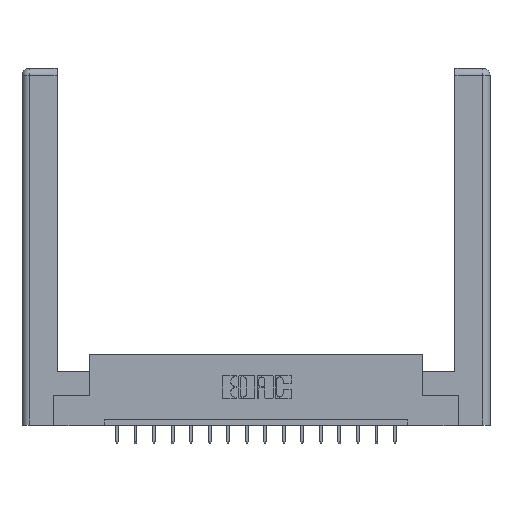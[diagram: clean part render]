
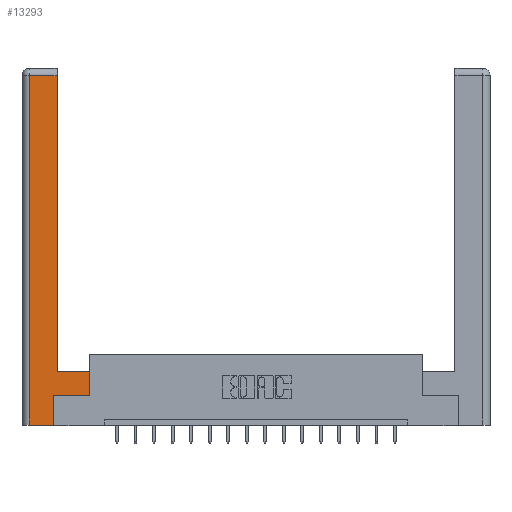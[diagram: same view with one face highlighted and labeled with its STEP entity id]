
A CAD part, top view. The second image highlights one B-rep face of the part: STEP entity #13293.
In plain terms, the highlighted planar face has unit normal (0, 0, 1).
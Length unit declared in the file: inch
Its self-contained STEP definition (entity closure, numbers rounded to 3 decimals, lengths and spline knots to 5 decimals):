
#100 = CARTESIAN_POINT ( 'NONE',  ( 0.265, 0.245, 0. ) ) ;
#280 = AXIS2_PLACEMENT_3D ( 'NONE', #6420, #6176, #7762 ) ;
#666 = LINE ( 'NONE', #1671, #14079 ) ;
#785 = DIRECTION ( 'NONE',  ( 0., 1., 0. ) ) ;
#1071 = CARTESIAN_POINT ( 'NONE',  ( 0.265, 0., 0. ) ) ;
#1107 = EDGE_CURVE ( 'NONE', #4592, #13517, #5468, .T. ) ;
#1502 = CARTESIAN_POINT ( 'NONE',  ( 0.565, 0.45, 0. ) ) ;
#1671 = CARTESIAN_POINT ( 'NONE',  ( 0.295, 3., 0. ) ) ;
#1818 = VERTEX_POINT ( 'NONE', #11633 ) ;
#1880 = ORIENTED_EDGE ( 'NONE', *, *, #3695, .T. ) ;
#2245 = VECTOR ( 'NONE', #785, 39.37008 ) ;
#2919 = DIRECTION ( 'NONE',  ( 0., 1., 0. ) ) ;
#3034 = VERTEX_POINT ( 'NONE', #17047 ) ;
#3215 = LINE ( 'NONE', #5139, #13843 ) ;
#3695 = EDGE_CURVE ( 'NONE', #3034, #4592, #13493, .T. ) ;
#3763 = LINE ( 'NONE', #6970, #10483 ) ;
#4053 = CARTESIAN_POINT ( 'NONE',  ( 0.0615, 2.94, 0. ) ) ;
#4592 = VERTEX_POINT ( 'NONE', #1071 ) ;
#4926 = FACE_OUTER_BOUND ( 'NONE', #14032, .T. ) ;
#5139 = CARTESIAN_POINT ( 'NONE',  ( 0.565, 0.245, 0. ) ) ;
#5468 = LINE ( 'NONE', #13353, #2245 ) ;
#5740 = ORIENTED_EDGE ( 'NONE', *, *, #13243, .T. ) ;
#5801 = EDGE_CURVE ( 'NONE', #8278, #1818, #16872, .T. ) ;
#5921 = LINE ( 'NONE', #11878, #8338 ) ;
#5927 = EDGE_CURVE ( 'NONE', #1818, #17576, #666, .T. ) ;
#6176 = DIRECTION ( 'NONE',  ( 0., 0., -1. ) ) ;
#6420 = CARTESIAN_POINT ( 'NONE',  ( 0., 0., 0. ) ) ;
#6614 = DIRECTION ( 'NONE',  ( 1., 0., 0. ) ) ;
#6659 = CARTESIAN_POINT ( 'NONE',  ( 0.565, 0.245, 0. ) ) ;
#6736 = CARTESIAN_POINT ( 'NONE',  ( 0.295, 0.45, 0. ) ) ;
#6801 = DIRECTION ( 'NONE',  ( -1., 0., 0. ) ) ;
#6970 = CARTESIAN_POINT ( 'NONE',  ( 0.565, 0.45, 0. ) ) ;
#7105 = ORIENTED_EDGE ( 'NONE', *, *, #16007, .T. ) ;
#7762 = DIRECTION ( 'NONE',  ( -1., 0., 0. ) ) ;
#7884 = DIRECTION ( 'NONE',  ( 1., 0., 0. ) ) ;
#8278 = VERTEX_POINT ( 'NONE', #1502 ) ;
#8338 = VECTOR ( 'NONE', #13515, 39.37008 ) ;
#8460 = ORIENTED_EDGE ( 'NONE', *, *, #12788, .T. ) ;
#8491 = ORIENTED_EDGE ( 'NONE', *, *, #16241, .T. ) ;
#8692 = ORIENTED_EDGE ( 'NONE', *, *, #1107, .T. ) ;
#8800 = ORIENTED_EDGE ( 'NONE', *, *, #5801, .T. ) ;
#9829 = DIRECTION ( 'NONE',  ( 0., 1., 0. ) ) ;
#10305 = PLANE ( 'NONE',  #280 ) ;
#10483 = VECTOR ( 'NONE', #2919, 39.37008 ) ;
#11284 = ORIENTED_EDGE ( 'NONE', *, *, #5927, .T. ) ;
#11633 = CARTESIAN_POINT ( 'NONE',  ( 0.295, 0.45, 0. ) ) ;
#11878 = CARTESIAN_POINT ( 'NONE',  ( 0.0615, 2.94, 0. ) ) ;
#12740 = VECTOR ( 'NONE', #14924, 39.37008 ) ;
#12788 = EDGE_CURVE ( 'NONE', #13517, #12879, #3215, .T. ) ;
#12879 = VERTEX_POINT ( 'NONE', #6659 ) ;
#13243 = EDGE_CURVE ( 'NONE', #14536, #3034, #16629, .T. ) ;
#13293 = ADVANCED_FACE ( 'NONE', ( #4926 ), #10305, .F. ) ;
#13353 = CARTESIAN_POINT ( 'NONE',  ( 0.265, 0.245, 0. ) ) ;
#13493 = LINE ( 'NONE', #14921, #16321 ) ;
#13515 = DIRECTION ( 'NONE',  ( -1., 0., 0. ) ) ;
#13517 = VERTEX_POINT ( 'NONE', #100 ) ;
#13843 = VECTOR ( 'NONE', #7884, 39.37008 ) ;
#14032 = EDGE_LOOP ( 'NONE', ( #11284, #7105, #5740, #1880, #8692, #8460, #8491, #8800 ) ) ;
#14079 = VECTOR ( 'NONE', #9829, 39.37008 ) ;
#14536 = VERTEX_POINT ( 'NONE', #4053 ) ;
#14868 = CARTESIAN_POINT ( 'NONE',  ( 0.0615, 0., 0. ) ) ;
#14921 = CARTESIAN_POINT ( 'NONE',  ( 0.265, 0., 0. ) ) ;
#14924 = DIRECTION ( 'NONE',  ( 0., -1., 0. ) ) ;
#15142 = VECTOR ( 'NONE', #6801, 39.37008 ) ;
#15667 = CARTESIAN_POINT ( 'NONE',  ( 0.295, 2.94, 0. ) ) ;
#16007 = EDGE_CURVE ( 'NONE', #17576, #14536, #5921, .T. ) ;
#16241 = EDGE_CURVE ( 'NONE', #12879, #8278, #3763, .T. ) ;
#16321 = VECTOR ( 'NONE', #6614, 39.37008 ) ;
#16629 = LINE ( 'NONE', #14868, #12740 ) ;
#16872 = LINE ( 'NONE', #6736, #15142 ) ;
#17047 = CARTESIAN_POINT ( 'NONE',  ( 0.0615, 0., 0. ) ) ;
#17576 = VERTEX_POINT ( 'NONE', #15667 ) ;
